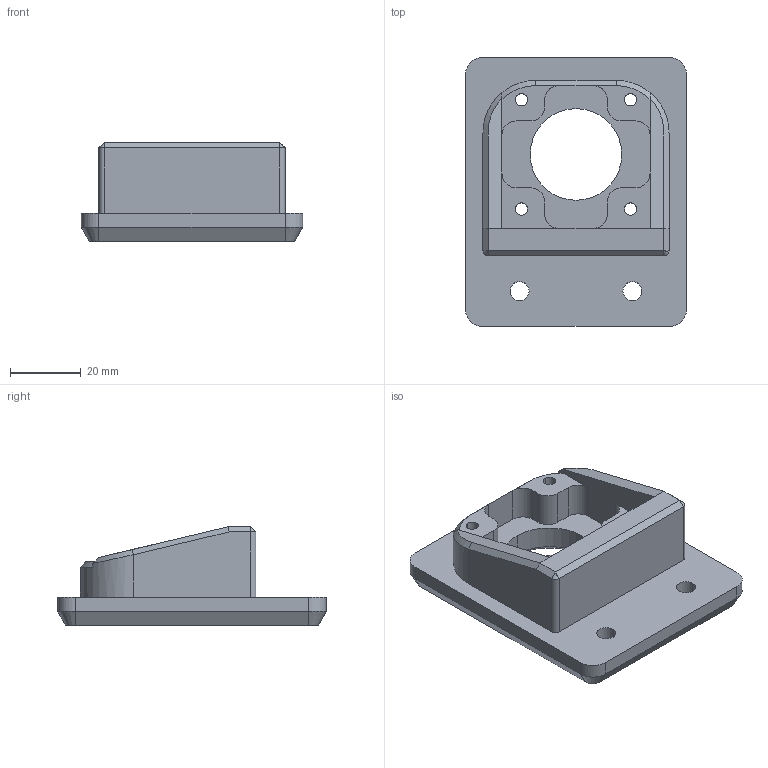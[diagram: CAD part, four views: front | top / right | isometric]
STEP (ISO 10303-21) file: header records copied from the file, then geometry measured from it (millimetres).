
FILE_DESCRIPTION((''),'2;1');
FILE_NAME('FLUSH_MOTOR_MOUNT_Z','2025-01-28T11:28:12',('thomas'),(''),'CREO PARAMETRIC BY PTC INC, 2024063','CREO PARAMETRIC BY PTC INC, 2024063','');
FILE_SCHEMA(('CONFIG_CONTROL_DESIGN'));
Length unit declared in the file: millimetre
Products named in the file (1): FLUSH_MOTOR_MOUNT_Z
Bounding box: 62.8 x 76.3 x 28 mm (x, y, z)
Volume: 50618.2 mm3; surface area: 16957.2 mm2
Topology: 1 solids, 1 shells, 182 faces, 473 edges, 292 vertices
Faces by surface type: plane 112, cylinder 46, cone 22, bspline 2
Entity records: 5667 total; most frequent: CARTESIAN_POINT 1069, DIRECTION 975, ORIENTED_EDGE 942, EDGE_CURVE 471, AXIS2_PLACEMENT_3D 332, VECTOR 311, LINE 311, VERTEX_POINT 292
